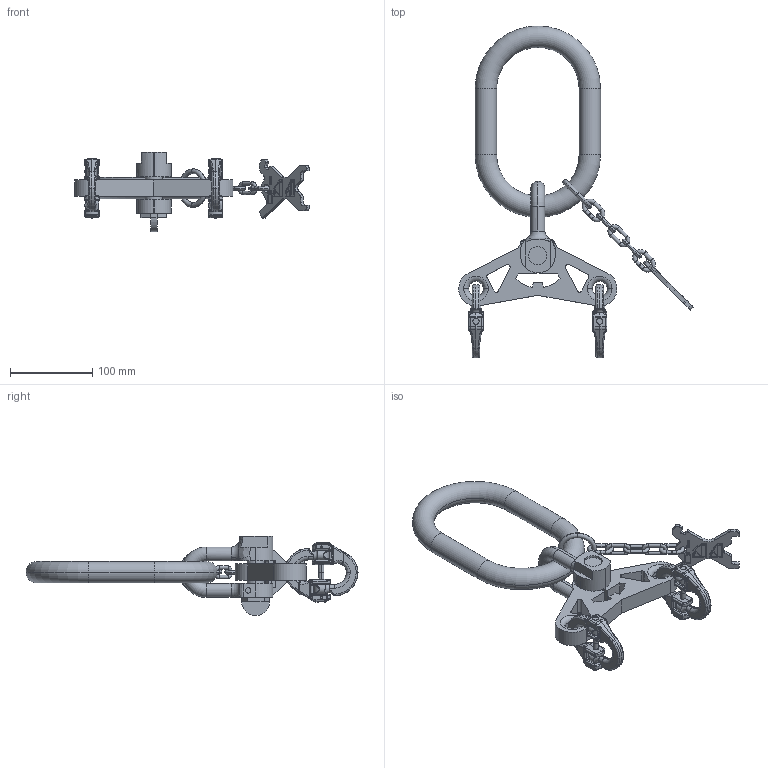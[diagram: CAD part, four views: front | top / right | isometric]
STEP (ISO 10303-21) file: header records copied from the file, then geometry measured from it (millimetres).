
FILE_DESCRIPTION((''),'2;1');
FILE_NAME('001-M34963-P-2_ASM','2019-01-24T',('anja.joas'),(''),'PRO/ENGINEER BY PARAMETRIC TECHNOLOGY CORPORATION, 2011490','PRO/ENGINEER BY PARAMETRIC TECHNOLOGY CORPORATION, 2011490','');
FILE_SCHEMA(('CONFIG_CONTROL_DESIGN'));
Length unit declared in the file: millimetre
Products named in the file (12): 001-M34554-P-2; 001-M31100-P-1; 001-M34652-P-2; 001-M34139-P-1; 001-M34139-P-2; 001-M34139-P-2_ASM; 001-M31128-V01; 001-M31129-P-3; 001-M33743-001; 001-M31130-003_ASM; 001-M32730-P-1; 001-M34963-P-2_ASM
Assembly tree (15 placements, depth 3):
  001-M34963-P-2_ASM
    001-M34554-P-2
    001-M31100-P-1
    001-M34652-P-2
    001-M34139-P-2_ASM  x2
      001-M34139-P-1
      001-M34139-P-2
    001-M31128-V01
    001-M31129-P-3  x2
    001-M31130-003_ASM
      001-M33743-001  x3
    001-M32730-P-1
Bounding box: 284.39 x 402.5 x 96.1 mm (x, y, z)
Volume: 698474.2 mm3; surface area: 158464.4 mm2
Topology: 14 solids, 14 shells, 2905 faces, 7670 edges, 4873 vertices
Faces by surface type: plane 1868, cylinder 476, bspline 343, torus 146, cone 72
Entity records: 72590 total; most frequent: CARTESIAN_POINT 24952, ORIENTED_EDGE 10360, DIRECTION 9055, EDGE_CURVE 5180, VECTOR 4021, LINE 4021, VERTEX_POINT 3327, AXIS2_PLACEMENT_3D 2517
